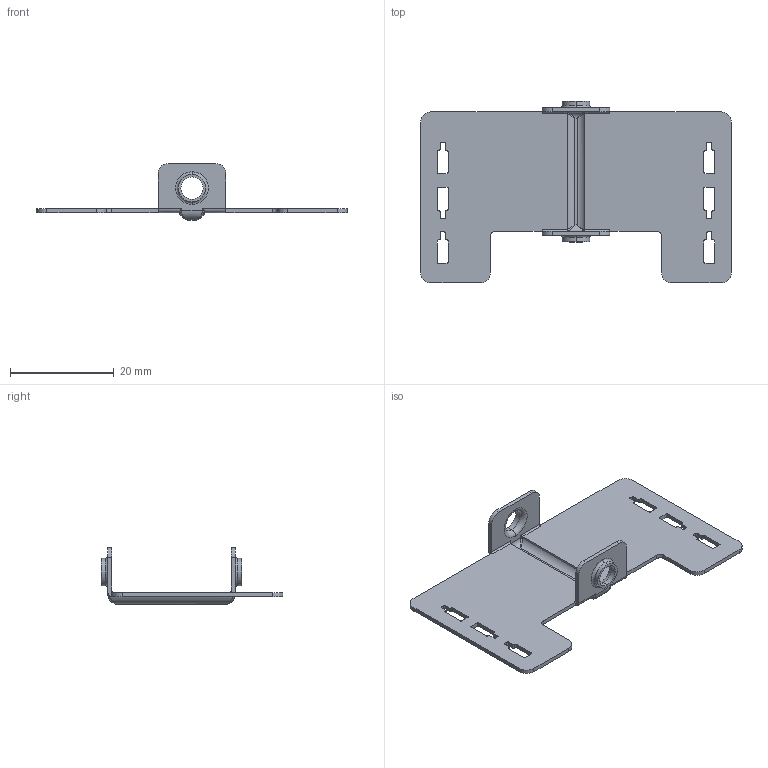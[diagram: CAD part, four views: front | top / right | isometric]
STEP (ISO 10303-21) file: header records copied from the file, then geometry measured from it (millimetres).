
FILE_DESCRIPTION((''),'2;1');
FILE_NAME('PRT0001','2018-12-05T',('tkl'),(''),'PRO/ENGINEER BY PARAMETRIC TECHNOLOGY CORPORATION, 2015070','PRO/ENGINEER BY PARAMETRIC TECHNOLOGY CORPORATION, 2015070','');
FILE_SCHEMA(('CONFIG_CONTROL_DESIGN'));
Length unit declared in the file: millimetre
Products named in the file (1): PRT0001
Bounding box: 60 x 35.1 x 11 mm (x, y, z)
Volume: 1482.5 mm3; surface area: 4012.4 mm2
Topology: 1 solids, 1 shells, 202 faces, 562 edges, 356 vertices
Faces by surface type: cylinder 96, plane 82, bspline 12, torus 12
Entity records: 7446 total; most frequent: CARTESIAN_POINT 2230, ORIENTED_EDGE 1108, DIRECTION 1066, EDGE_CURVE 554, AXIS2_PLACEMENT_3D 374, VERTEX_POINT 356, VECTOR 318, LINE 318
